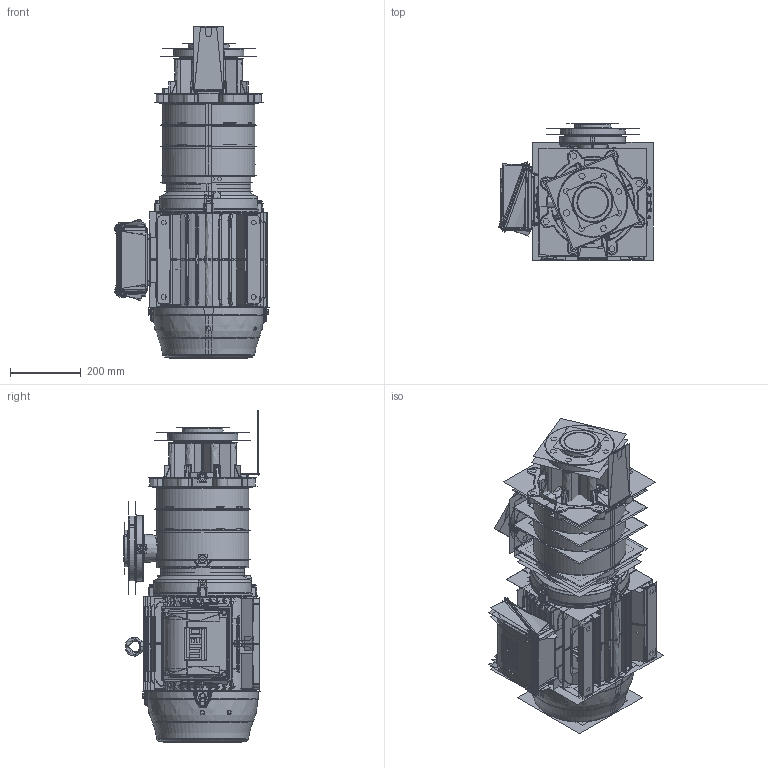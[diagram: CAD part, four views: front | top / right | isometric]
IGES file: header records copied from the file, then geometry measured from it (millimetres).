
Start section:  PTC IGES file: 87238277-00_asm.igs
Global section: file name: 87238277-00_asm.igs; native system: Creo Parametric by PTC Inc.; preprocessor: 2021063; author: santl04; organization: Unknown; date: 20220215.112409; units: millimetre
Bounding box: 436.44 x 385.42 x 938.8 mm (x, y, z)
Surface area: 79302695.2 mm2
Topology: 13 solids, 42 shells, 6112 faces, 40508 edges, 57905 vertices
Faces by surface type: revolution 3324, bspline 2752, extrusion 36
